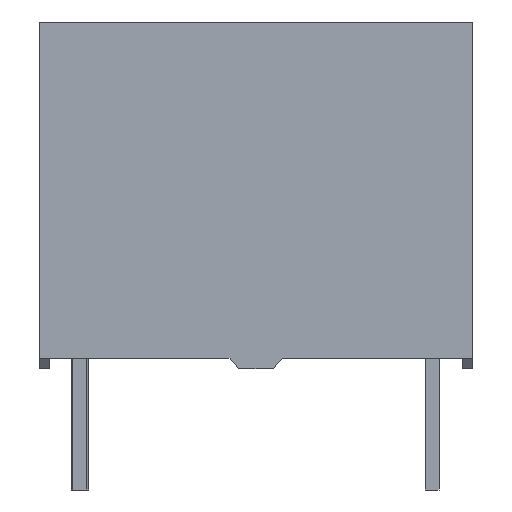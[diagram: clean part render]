
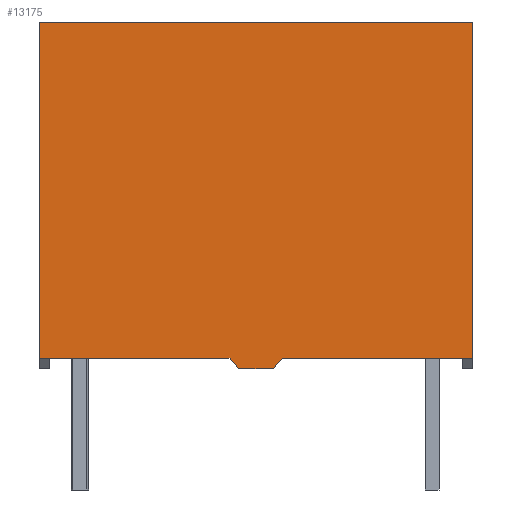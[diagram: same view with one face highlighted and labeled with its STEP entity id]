
A CAD part, left-side view. The second image highlights one B-rep face of the part: STEP entity #13175.
In plain terms, the highlighted planar face has unit normal (-1, 0, 0).
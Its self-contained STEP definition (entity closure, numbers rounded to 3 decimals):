
#140 = VERTEX_POINT ( 'NONE', #3211 ) ;
#150 = CARTESIAN_POINT ( 'NONE',  ( -10., -0.75, 0.3 ) ) ;
#152 = VERTEX_POINT ( 'NONE', #8907 ) ;
#781 = EDGE_CURVE ( 'NONE', #7335, #3517, #2598, .T. ) ;
#802 = CARTESIAN_POINT ( 'NONE',  ( -10., -6.25, 0.3 ) ) ;
#954 = CARTESIAN_POINT ( 'NONE',  ( -10., -0.5, 0. ) ) ;
#1171 = CARTESIAN_POINT ( 'NONE',  ( -10., -0.5, 0. ) ) ;
#1435 = EDGE_CURVE ( 'NONE', #11911, #3645, #3125, .T. ) ;
#1510 = DIRECTION ( 'NONE',  ( 0., 0., -1. ) ) ;
#2071 = VECTOR ( 'NONE', #9750, 1000. ) ;
#2239 = LINE ( 'NONE', #802, #2071 ) ;
#2443 = EDGE_CURVE ( 'NONE', #3517, #3645, #2239, .T. ) ;
#2452 = CARTESIAN_POINT ( 'NONE',  ( -10., 0.5, 0. ) ) ;
#2545 = CARTESIAN_POINT ( 'NONE',  ( -10., -6.25, 10. ) ) ;
#2553 = EDGE_CURVE ( 'NONE', #7335, #152, #7478, .T. ) ;
#2598 = LINE ( 'NONE', #2545, #14094 ) ;
#2622 = DIRECTION ( 'NONE',  ( 0., 0., 1. ) ) ;
#2879 = ORIENTED_EDGE ( 'NONE', *, *, #2553, .T. ) ;
#3125 = LINE ( 'NONE', #954, #9216 ) ;
#3211 = CARTESIAN_POINT ( 'NONE',  ( -10., 6.25, 0.3 ) ) ;
#3517 = VERTEX_POINT ( 'NONE', #5493 ) ;
#3645 = VERTEX_POINT ( 'NONE', #150 ) ;
#3802 = PLANE ( 'NONE',  #10009 ) ;
#4174 = ORIENTED_EDGE ( 'NONE', *, *, #7290, .T. ) ;
#4181 = VERTEX_POINT ( 'NONE', #2452 ) ;
#4399 = EDGE_CURVE ( 'NONE', #14301, #140, #11289, .T. ) ;
#4449 = VECTOR ( 'NONE', #9654, 1000. ) ;
#5493 = CARTESIAN_POINT ( 'NONE',  ( -10., -6.25, 0.3 ) ) ;
#5653 = LINE ( 'NONE', #9602, #4449 ) ;
#5935 = ORIENTED_EDGE ( 'NONE', *, *, #4399, .F. ) ;
#5978 = DIRECTION ( 'NONE',  ( 1., 0., 0. ) ) ;
#6053 = VECTOR ( 'NONE', #8891, 1000. ) ;
#6106 = EDGE_CURVE ( 'NONE', #14301, #4181, #7967, .T. ) ;
#6738 = CARTESIAN_POINT ( 'NONE',  ( -10., -6.25, 0.3 ) ) ;
#6898 = ORIENTED_EDGE ( 'NONE', *, *, #2443, .F. ) ;
#7209 = ORIENTED_EDGE ( 'NONE', *, *, #6106, .T. ) ;
#7290 = EDGE_CURVE ( 'NONE', #4181, #11911, #5653, .T. ) ;
#7335 = VERTEX_POINT ( 'NONE', #14259 ) ;
#7478 = LINE ( 'NONE', #10911, #7840 ) ;
#7840 = VECTOR ( 'NONE', #12180, 1000. ) ;
#7967 = LINE ( 'NONE', #12183, #12144 ) ;
#8169 = EDGE_CURVE ( 'NONE', #152, #140, #12114, .T. ) ;
#8452 = VECTOR ( 'NONE', #8599, 1000. ) ;
#8599 = DIRECTION ( 'NONE',  ( 0., 0., -1. ) ) ;
#8891 = DIRECTION ( 'NONE',  ( 0., 1., 0. ) ) ;
#8907 = CARTESIAN_POINT ( 'NONE',  ( -10., 6.25, 10. ) ) ;
#9216 = VECTOR ( 'NONE', #11142, 1000. ) ;
#9602 = CARTESIAN_POINT ( 'NONE',  ( -10., 0.5, 0. ) ) ;
#9654 = DIRECTION ( 'NONE',  ( 0., -1., 0. ) ) ;
#9750 = DIRECTION ( 'NONE',  ( 0., 1., 0. ) ) ;
#9764 = ORIENTED_EDGE ( 'NONE', *, *, #781, .F. ) ;
#9937 = EDGE_LOOP ( 'NONE', ( #14009, #5935, #7209, #4174, #10968, #6898, #9764, #2879 ) ) ;
#10009 = AXIS2_PLACEMENT_3D ( 'NONE', #13917, #5978, #2622 ) ;
#10911 = CARTESIAN_POINT ( 'NONE',  ( -10., -6.25, 10. ) ) ;
#10968 = ORIENTED_EDGE ( 'NONE', *, *, #1435, .T. ) ;
#11142 = DIRECTION ( 'NONE',  ( 0., -0.64, 0.768 ) ) ;
#11146 = CARTESIAN_POINT ( 'NONE',  ( -10., 0.75, 0.3 ) ) ;
#11289 = LINE ( 'NONE', #6738, #6053 ) ;
#11694 = FACE_OUTER_BOUND ( 'NONE', #9937, .T. ) ;
#11911 = VERTEX_POINT ( 'NONE', #1171 ) ;
#12032 = DIRECTION ( 'NONE',  ( 0., -0.64, -0.768 ) ) ;
#12098 = CARTESIAN_POINT ( 'NONE',  ( -10., 6.25, 10. ) ) ;
#12114 = LINE ( 'NONE', #12098, #8452 ) ;
#12144 = VECTOR ( 'NONE', #12032, 1000. ) ;
#12180 = DIRECTION ( 'NONE',  ( 0., 1., 0. ) ) ;
#12183 = CARTESIAN_POINT ( 'NONE',  ( -10., 0.75, 0.3 ) ) ;
#13175 = ADVANCED_FACE ( 'NONE', ( #11694 ), #3802, .F. ) ;
#13917 = CARTESIAN_POINT ( 'NONE',  ( -10., -6.25, 10. ) ) ;
#14009 = ORIENTED_EDGE ( 'NONE', *, *, #8169, .T. ) ;
#14094 = VECTOR ( 'NONE', #1510, 1000. ) ;
#14259 = CARTESIAN_POINT ( 'NONE',  ( -10., -6.25, 10. ) ) ;
#14301 = VERTEX_POINT ( 'NONE', #11146 ) ;
